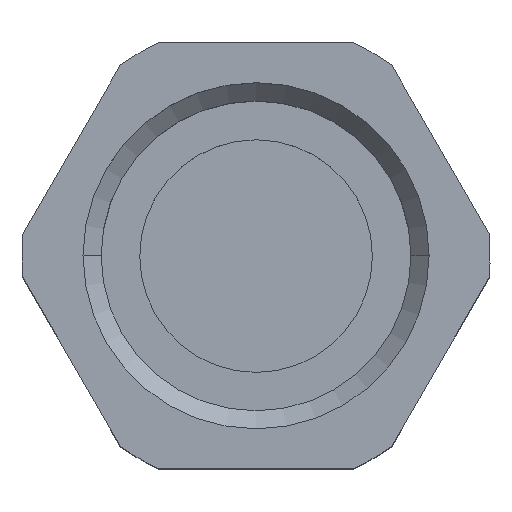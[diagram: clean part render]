
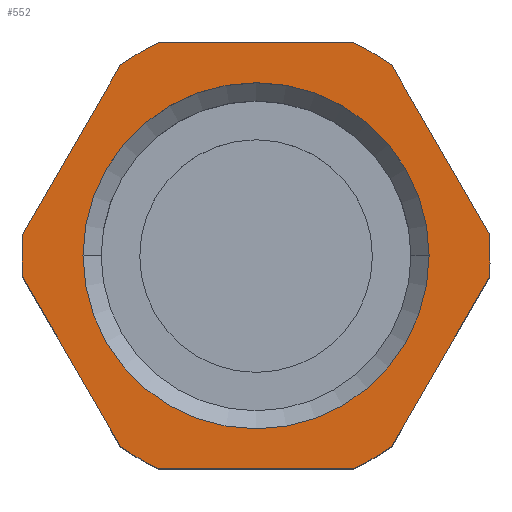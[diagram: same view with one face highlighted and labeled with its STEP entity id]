
A CAD part, top view. The second image highlights one B-rep face of the part: STEP entity #552.
In plain terms, the highlighted face is planar.
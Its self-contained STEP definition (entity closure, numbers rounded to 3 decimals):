
#78=PLANE('',#608);
#85=VECTOR('',#653,1.);
#95=VECTOR('',#696,1.);
#99=VECTOR('',#716,1.);
#101=VECTOR('',#726,1.);
#103=VECTOR('',#729,1.);
#106=VECTOR('',#736,1.);
#122=LINE('',#820,#85);
#132=LINE('',#865,#95);
#136=LINE('',#885,#99);
#138=LINE('',#894,#101);
#140=LINE('',#897,#103);
#143=LINE('',#906,#106);
#155=VERTEX_POINT('',#802);
#156=VERTEX_POINT('',#804);
#162=VERTEX_POINT('',#819);
#168=VERTEX_POINT('',#833);
#169=VERTEX_POINT('',#835);
#173=VERTEX_POINT('',#844);
#174=VERTEX_POINT('',#846);
#177=VERTEX_POINT('',#858);
#178=VERTEX_POINT('',#860);
#180=VERTEX_POINT('',#866);
#182=VERTEX_POINT('',#872);
#191=VERTEX_POINT('',#905);
#192=VERTEX_POINT('',#907);
#193=VERTEX_POINT('',#911);
#194=VERTEX_POINT('',#912);
#204=CIRCLE('',#567,8.25);
#209=CIRCLE('',#576,8.25);
#212=CIRCLE('',#580,8.25);
#217=CIRCLE('',#588,8.25);
#219=CIRCLE('',#592,8.25);
#228=CIRCLE('',#609,6.1);
#229=CIRCLE('',#610,6.1);
#230=CIRCLE('',#611,8.25);
#241=EDGE_CURVE('',#155,#156,#204,.T.);
#249=EDGE_CURVE('',#155,#162,#122,.T.);
#255=EDGE_CURVE('',#168,#169,#209,.T.);
#260=EDGE_CURVE('',#173,#174,#212,.T.);
#267=EDGE_CURVE('',#177,#178,#217,.T.);
#270=EDGE_CURVE('',#180,#156,#132,.T.);
#274=EDGE_CURVE('',#182,#162,#219,.T.);
#280=EDGE_CURVE('',#177,#174,#136,.T.);
#285=EDGE_CURVE('',#178,#182,#138,.T.);
#287=EDGE_CURVE('',#173,#169,#140,.T.);
#292=EDGE_CURVE('',#192,#191,#143,.T.);
#294=EDGE_CURVE('',#193,#194,#228,.T.);
#295=EDGE_CURVE('',#194,#193,#229,.T.);
#296=EDGE_CURVE('',#192,#168,#209,.T.);
#297=EDGE_CURVE('',#180,#191,#230,.T.);
#393=ORIENTED_EDGE('',*,*,#294,.T.);
#394=ORIENTED_EDGE('',*,*,#295,.T.);
#395=ORIENTED_EDGE('',*,*,#267,.F.);
#396=ORIENTED_EDGE('',*,*,#280,.T.);
#397=ORIENTED_EDGE('',*,*,#260,.F.);
#398=ORIENTED_EDGE('',*,*,#287,.T.);
#399=ORIENTED_EDGE('',*,*,#255,.F.);
#400=ORIENTED_EDGE('',*,*,#296,.F.);
#401=ORIENTED_EDGE('',*,*,#292,.T.);
#402=ORIENTED_EDGE('',*,*,#297,.F.);
#403=ORIENTED_EDGE('',*,*,#270,.T.);
#404=ORIENTED_EDGE('',*,*,#241,.F.);
#405=ORIENTED_EDGE('',*,*,#249,.T.);
#406=ORIENTED_EDGE('',*,*,#274,.F.);
#407=ORIENTED_EDGE('',*,*,#285,.F.);
#485=EDGE_LOOP('',(#393,#394));
#486=EDGE_LOOP('',(#395,#396,#397,#398,#399,#400,#401,#402,#403,#404,#405,
#406,#407));
#520=FACE_BOUND('',#485,.T.);
#521=FACE_BOUND('',#486,.T.);
#552=ADVANCED_FACE('',(#520,#521),#78,.F.);
#567=AXIS2_PLACEMENT_3D('',#803,#639,#640);
#576=AXIS2_PLACEMENT_3D('',#834,#665,#666);
#580=AXIS2_PLACEMENT_3D('',#845,#675,#676);
#588=AXIS2_PLACEMENT_3D('',#859,#691,#692);
#592=AXIS2_PLACEMENT_3D('',#873,#703,#704);
#608=AXIS2_PLACEMENT_3D('',#909,#738,$);
#609=AXIS2_PLACEMENT_3D('',#910,#739,#740);
#610=AXIS2_PLACEMENT_3D('',#913,#741,#742);
#611=AXIS2_PLACEMENT_3D('',#914,#743,#744);
#639=DIRECTION('',(0.,0.,1.));
#640=DIRECTION('',(8.25,0.,0.));
#653=DIRECTION('',(-0.5,0.866,0.));
#665=DIRECTION('',(0.,0.,1.));
#666=DIRECTION('',(8.25,0.,0.));
#675=DIRECTION('',(0.,0.,1.));
#676=DIRECTION('',(8.25,0.,0.));
#691=DIRECTION('',(0.,0.,1.));
#692=DIRECTION('',(8.25,0.,0.));
#696=DIRECTION('',(-1.,0.,0.));
#703=DIRECTION('',(0.,0.,1.));
#704=DIRECTION('',(8.25,0.,0.));
#716=DIRECTION('',(1.,0.,0.));
#726=DIRECTION('',(-0.5,-0.866,0.));
#729=DIRECTION('',(0.5,-0.866,0.));
#736=DIRECTION('',(-0.5,-0.866,0.));
#738=DIRECTION('',(0.,0.,1.));
#739=DIRECTION('',(0.,0.,1.));
#740=DIRECTION('',(0.,6.1,0.));
#741=DIRECTION('',(0.,0.,1.));
#742=DIRECTION('',(0.,6.1,0.));
#743=DIRECTION('',(0.,0.,1.));
#744=DIRECTION('',(8.25,0.,0.));
#802=CARTESIAN_POINT('',(-4.777,-6.726,0.));
#803=CARTESIAN_POINT('',(0.,0.,0.));
#804=CARTESIAN_POINT('',(-3.437,-7.5,0.));
#819=CARTESIAN_POINT('',(-8.214,-0.774,0.));
#820=CARTESIAN_POINT('',(-4.777,-6.726,0.));
#833=CARTESIAN_POINT('',(8.25,0.,0.));
#834=CARTESIAN_POINT('',(0.,0.,0.));
#835=CARTESIAN_POINT('',(8.214,0.774,0.));
#844=CARTESIAN_POINT('',(4.777,6.726,0.));
#845=CARTESIAN_POINT('',(0.,0.,0.));
#846=CARTESIAN_POINT('',(3.437,7.5,0.));
#858=CARTESIAN_POINT('',(-3.437,7.5,0.));
#859=CARTESIAN_POINT('',(0.,0.,0.));
#860=CARTESIAN_POINT('',(-4.777,6.726,0.));
#865=CARTESIAN_POINT('',(3.437,-7.5,0.));
#866=CARTESIAN_POINT('',(3.437,-7.5,0.));
#872=CARTESIAN_POINT('',(-8.214,0.774,0.));
#873=CARTESIAN_POINT('',(0.,0.,0.));
#885=CARTESIAN_POINT('',(-3.437,7.5,0.));
#894=CARTESIAN_POINT('',(-4.777,6.726,0.));
#897=CARTESIAN_POINT('',(4.777,6.726,0.));
#905=CARTESIAN_POINT('',(4.777,-6.726,0.));
#906=CARTESIAN_POINT('',(8.214,-0.774,0.));
#907=CARTESIAN_POINT('',(8.214,-0.774,0.));
#909=CARTESIAN_POINT('',(0.,0.,0.));
#910=CARTESIAN_POINT('',(0.,0.,0.));
#911=CARTESIAN_POINT('',(0.,-6.1,0.));
#912=CARTESIAN_POINT('',(0.,6.1,0.));
#913=CARTESIAN_POINT('',(0.,0.,0.));
#914=CARTESIAN_POINT('',(0.,0.,0.));
